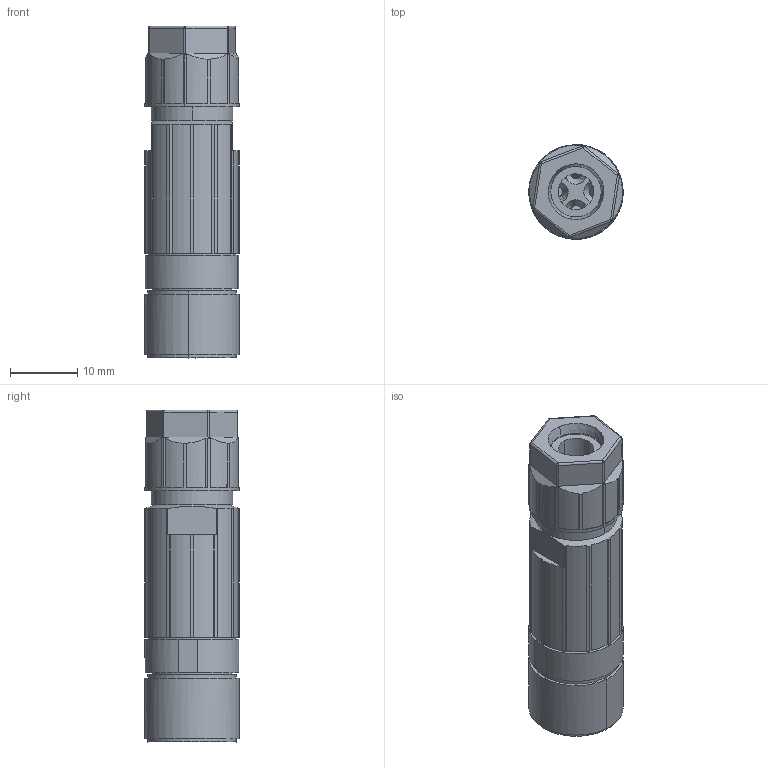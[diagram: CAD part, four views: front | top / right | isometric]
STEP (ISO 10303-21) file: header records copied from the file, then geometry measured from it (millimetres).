
FILE_DESCRIPTION(('CATIA V5 STEP Exchange','CAx-IF Rec.Pracs.--- Model Styling and Organization---1.5--- 2016-08-15','CAx-IF Rec.Pracs.---Supplemental Geometry---1.0---2011-11-01','CAx-IF Rec.Pracs.--- Composite Materials ---1.1---2010-07-15'),'2;1');
FILE_NAME ('2091741-2_0', '2025-02-19T07:55:09+00:00', ('none'), ('Weidmueller'), 'CATIA Version 5-6 Release 2022 SP4 HF5', 'CATIA V5 STEP AP214 v3', 'none');
FILE_SCHEMA(('AUTOMOTIVE_DESIGN { 1 0 10303 214 1 1 1 1 }'));
Length unit declared in the file: millimetre
Products named in the file (1): 3103360000
Bounding box: 14 x 14 x 49.29 mm (x, y, z)
Volume: 5330.4 mm3; surface area: 4764.3 mm2
Topology: 1 solids, 1 shells, 442 faces, 1231 edges, 819 vertices
Faces by surface type: plane 236, cylinder 141, extrusion 39, cone 18, sphere 6, torus 2
Entity records: 14583 total; most frequent: CARTESIAN_POINT 4103, ORIENTED_EDGE 2462, DIRECTION 1517, EDGE_CURVE 1231, VERTEX_POINT 819, VECTOR 755, LINE 716, AXIS2_PLACEMENT_3D 514
